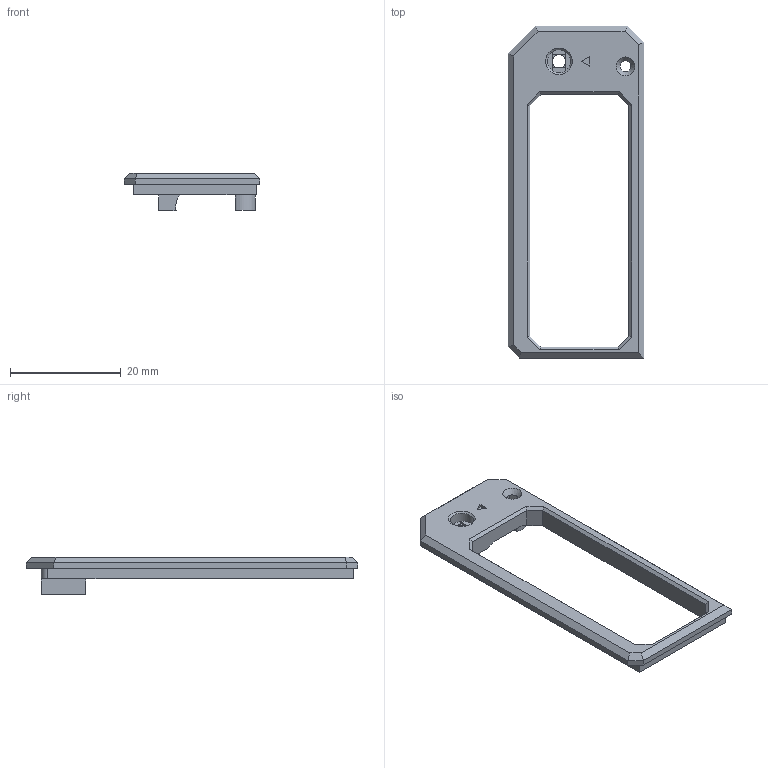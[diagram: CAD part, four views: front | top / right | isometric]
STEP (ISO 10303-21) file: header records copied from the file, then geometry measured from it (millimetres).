
FILE_DESCRIPTION(/* description */ (''),/* implementation_level */ '2;1');
FILE_NAME(/* name */ '',/* time_stamp */ '2025-07-07T22:31:15+09:00',/* author */ (''),/* organization */ (''),/* preprocessor_version */ 'ST-DEVELOPER v20.1',/* originating_system */ 'Autodesk Translation Framework v14.10.0.0',/* authorisation */ '');
FILE_SCHEMA (('AUTOMOTIVE_DESIGN { 1 0 10303 214 3 1 1 }'));
Length unit declared in the file: millimetre
Products named in the file (1): Fusion コンポーネント
Bounding box: 24.52 x 59.9 x 6.74 mm (x, y, z)
Volume: 1944 mm3; surface area: 2460.9 mm2
Topology: 1 solids, 1 shells, 94 faces, 252 edges, 161 vertices
Faces by surface type: plane 84, cylinder 8, cone 2
Full cylindrical faces by diameter (mm): 2.4 x1, 4.2 x1
Entity records: 2932 total; most frequent: CARTESIAN_POINT 508, ORIENTED_EDGE 504, DIRECTION 474, EDGE_CURVE 252, LINE 220, VECTOR 220, VERTEX_POINT 161, AXIS2_PLACEMENT_3D 127
